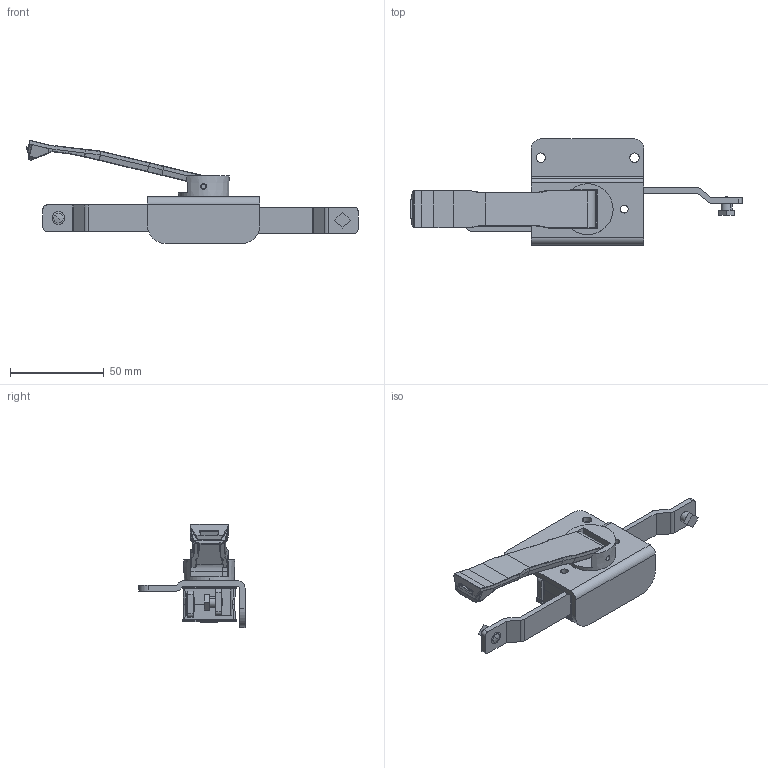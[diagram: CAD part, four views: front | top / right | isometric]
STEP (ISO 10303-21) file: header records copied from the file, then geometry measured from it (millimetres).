
FILE_DESCRIPTION (( 'STEP AP203' ), '1' );
FILE_NAME ('KI33.STEP', '2022-08-25T13:44:40', ( '' ), ( '' ), 'SwSTEP 2.0', 'SolidWorks 2021', '' );
FILE_SCHEMA (( 'CONFIG_CONTROL_DESIGN' ));
Length unit declared in the file: millimetre
Products named in the file (1): KI33
Bounding box: 176.99 x 56.6 x 55.03 mm (x, y, z)
Surface area: 31033.1 mm2 (no closed solid volume)
Topology: 0 solids, 17 shells, 481 faces, 1720 edges, 1227 vertices
Faces by surface type: plane 186, cylinder 184, bspline 87, cone 24
Entity records: 22336 total; most frequent: CARTESIAN_POINT 9306, ORIENTED_EDGE 2781, DIRECTION 2153, EDGE_CURVE 1715, VERTEX_POINT 1227, AXIS2_PLACEMENT_3D 723, VECTOR 707, LINE 707
